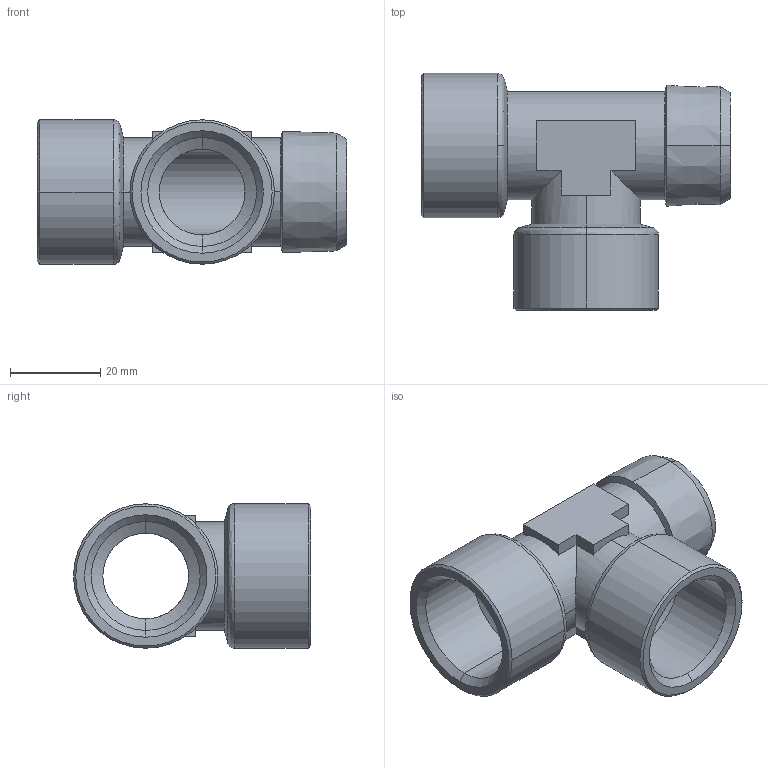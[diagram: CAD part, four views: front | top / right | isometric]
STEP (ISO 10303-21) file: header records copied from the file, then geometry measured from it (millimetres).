
FILE_DESCRIPTION (( 'STEP AP214' ), '1' );
FILE_NAME ('DRF.FFM05.STEP', '2018-09-03T09:26:43', ( '' ), ( '' ), 'SwSTEP 2.0', 'SolidWorks 2018', '' );
FILE_SCHEMA (( 'AUTOMOTIVE_DESIGN' ));
Length unit declared in the file: millimetre
Products named in the file (1): DRF.FFM05
Bounding box: 68.5 x 52.5 x 32 mm (x, y, z)
Volume: 24177.2 mm3; surface area: 15684.9 mm2
Topology: 1 solids, 1 shells, 70 faces, 173 edges, 104 vertices
Faces by surface type: cone 26, plane 21, cylinder 19, bspline 4
Entity records: 2145 total; most frequent: CARTESIAN_POINT 438, DIRECTION 371, ORIENTED_EDGE 346, EDGE_CURVE 173, AXIS2_PLACEMENT_3D 141, VERTEX_POINT 104, VECTOR 89, LINE 89
